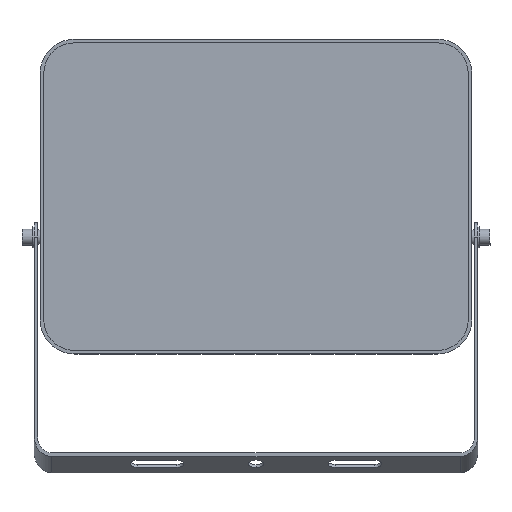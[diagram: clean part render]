
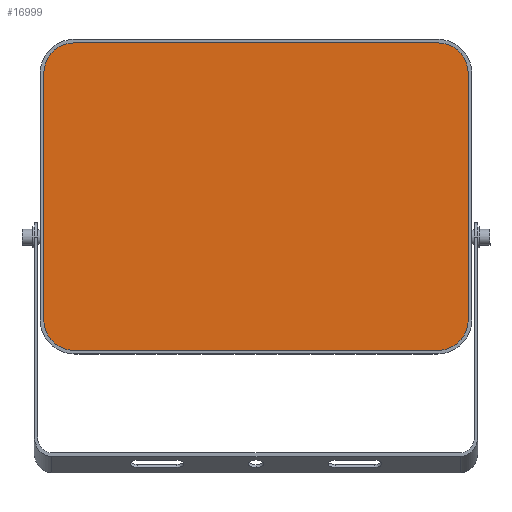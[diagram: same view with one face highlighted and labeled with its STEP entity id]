
A CAD part, top view. The second image highlights one B-rep face of the part: STEP entity #16999.
In plain terms, the highlighted planar face has unit normal (0, 0, 1).
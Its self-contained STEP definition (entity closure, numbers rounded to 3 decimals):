
#26 = CIRCLE ( 'NONE', #9421, 17. ) ;
#32 = EDGE_CURVE ( 'NONE', #10469, #10739, #26, .T. ) ;
#673 = FACE_OUTER_BOUND ( 'NONE', #4405, .T. ) ;
#988 = EDGE_CURVE ( 'NONE', #9550, #9633, #16379, .T. ) ;
#1844 = VERTEX_POINT ( 'NONE', #6103 ) ;
#1850 = CIRCLE ( 'NONE', #17155, 17. ) ;
#2469 = EDGE_CURVE ( 'NONE', #1844, #15876, #18172, .T. ) ;
#2767 = ORIENTED_EDGE ( 'NONE', *, *, #8219, .T. ) ;
#2906 = DIRECTION ( 'NONE',  ( 1., 0., 0. ) ) ;
#2973 = DIRECTION ( 'NONE',  ( 0., 0., 1. ) ) ;
#3112 = CARTESIAN_POINT ( 'NONE',  ( -101., -68.5, 0. ) ) ;
#3739 = DIRECTION ( 'NONE',  ( 1., 0., 0. ) ) ;
#3920 = CARTESIAN_POINT ( 'NONE',  ( -101., -85.5, 0. ) ) ;
#4405 = EDGE_LOOP ( 'NONE', ( #6050, #8445, #12385, #14238, #10705, #16446, #9807, #2767 ) ) ;
#4843 = CARTESIAN_POINT ( 'NONE',  ( -101., 85.5, 0. ) ) ;
#5047 = CARTESIAN_POINT ( 'NONE',  ( -118., 68.5, 0. ) ) ;
#5117 = DIRECTION ( 'NONE',  ( 0., 0., 1. ) ) ;
#5775 = LINE ( 'NONE', #19209, #9377 ) ;
#6050 = ORIENTED_EDGE ( 'NONE', *, *, #32, .T. ) ;
#6103 = CARTESIAN_POINT ( 'NONE',  ( 118., 68.5, 0. ) ) ;
#6399 = CARTESIAN_POINT ( 'NONE',  ( 101., 85.5, 0. ) ) ;
#7284 = CARTESIAN_POINT ( 'NONE',  ( 118., -68.5, 0. ) ) ;
#8219 = EDGE_CURVE ( 'NONE', #9633, #10469, #18988, .T. ) ;
#8412 = DIRECTION ( 'NONE',  ( 0., 0., 1. ) ) ;
#8445 = ORIENTED_EDGE ( 'NONE', *, *, #16044, .T. ) ;
#8546 = DIRECTION ( 'NONE',  ( 1., 0., 0. ) ) ;
#8634 = EDGE_CURVE ( 'NONE', #15876, #9550, #13742, .T. ) ;
#8935 = VERTEX_POINT ( 'NONE', #19459 ) ;
#9360 = CARTESIAN_POINT ( 'NONE',  ( -118., -68.5, 0. ) ) ;
#9366 = VERTEX_POINT ( 'NONE', #7284 ) ;
#9377 = VECTOR ( 'NONE', #8546, 1000. ) ;
#9421 = AXIS2_PLACEMENT_3D ( 'NONE', #3112, #2973, #2906 ) ;
#9550 = VERTEX_POINT ( 'NONE', #4843 ) ;
#9633 = VERTEX_POINT ( 'NONE', #5047 ) ;
#9807 = ORIENTED_EDGE ( 'NONE', *, *, #988, .T. ) ;
#10469 = VERTEX_POINT ( 'NONE', #9360 ) ;
#10525 = CARTESIAN_POINT ( 'NONE',  ( 118., -68.5, 0. ) ) ;
#10543 = CARTESIAN_POINT ( 'NONE',  ( 101., 85.5, 0. ) ) ;
#10705 = ORIENTED_EDGE ( 'NONE', *, *, #2469, .T. ) ;
#10739 = VERTEX_POINT ( 'NONE', #3920 ) ;
#10759 = DIRECTION ( 'NONE',  ( 0., -1., 0. ) ) ;
#10967 = AXIS2_PLACEMENT_3D ( 'NONE', #15100, #15083, #15040 ) ;
#11144 = CARTESIAN_POINT ( 'NONE',  ( 101., 68.5, 0. ) ) ;
#11165 = LINE ( 'NONE', #10525, #19767 ) ;
#11358 = CARTESIAN_POINT ( 'NONE',  ( -101., -68.5, 0. ) ) ;
#11939 = EDGE_CURVE ( 'NONE', #9366, #1844, #11165, .T. ) ;
#12385 = ORIENTED_EDGE ( 'NONE', *, *, #18790, .T. ) ;
#12910 = DIRECTION ( 'NONE',  ( 0., 0., 1. ) ) ;
#13742 = LINE ( 'NONE', #10543, #17793 ) ;
#14238 = ORIENTED_EDGE ( 'NONE', *, *, #11939, .T. ) ;
#14298 = CARTESIAN_POINT ( 'NONE',  ( 101., -68.5, 0. ) ) ;
#14478 = VECTOR ( 'NONE', #10759, 1000. ) ;
#15040 = DIRECTION ( 'NONE',  ( 1., 0., 0. ) ) ;
#15065 = DIRECTION ( 'NONE',  ( 0., 1., 0. ) ) ;
#15083 = DIRECTION ( 'NONE',  ( 0., 0., 1. ) ) ;
#15100 = CARTESIAN_POINT ( 'NONE',  ( -101., 68.5, 0. ) ) ;
#15796 = DIRECTION ( 'NONE',  ( 1., 0., 0. ) ) ;
#15876 = VERTEX_POINT ( 'NONE', #6399 ) ;
#15896 = PLANE ( 'NONE',  #19572 ) ;
#16044 = EDGE_CURVE ( 'NONE', #10739, #8935, #5775, .T. ) ;
#16379 = CIRCLE ( 'NONE', #10967, 17. ) ;
#16446 = ORIENTED_EDGE ( 'NONE', *, *, #8634, .T. ) ;
#16667 = DIRECTION ( 'NONE',  ( -1., 0., 0. ) ) ;
#16999 = ADVANCED_FACE ( 'NONE', ( #673 ), #15896, .T. ) ;
#17155 = AXIS2_PLACEMENT_3D ( 'NONE', #14298, #5117, #15796 ) ;
#17547 = DIRECTION ( 'NONE',  ( 1., 0., 0. ) ) ;
#17793 = VECTOR ( 'NONE', #16667, 1000. ) ;
#18172 = CIRCLE ( 'NONE', #18526, 17. ) ;
#18360 = CARTESIAN_POINT ( 'NONE',  ( -118., 68.5, 0. ) ) ;
#18526 = AXIS2_PLACEMENT_3D ( 'NONE', #11144, #8412, #17547 ) ;
#18790 = EDGE_CURVE ( 'NONE', #8935, #9366, #1850, .T. ) ;
#18988 = LINE ( 'NONE', #18360, #14478 ) ;
#19209 = CARTESIAN_POINT ( 'NONE',  ( -101., -85.5, 0. ) ) ;
#19459 = CARTESIAN_POINT ( 'NONE',  ( 101., -85.5, 0. ) ) ;
#19572 = AXIS2_PLACEMENT_3D ( 'NONE', #11358, #12910, #3739 ) ;
#19767 = VECTOR ( 'NONE', #15065, 1000. ) ;
